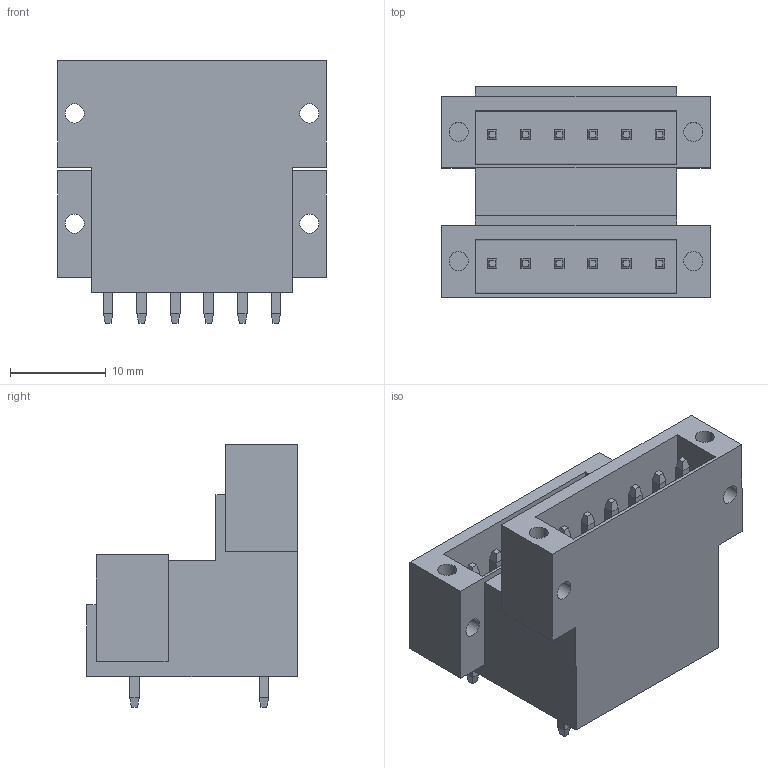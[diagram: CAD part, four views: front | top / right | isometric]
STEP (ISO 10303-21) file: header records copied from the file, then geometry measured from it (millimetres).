
FILE_DESCRIPTION(('CATIA V5 STEP Exchange','CAx-IF Rec.Pracs.--- Model Styling and Organization---1.2---2011-12-15'),'2;1');
FILE_NAME ('6650281_2_1641260000_1641260000.stp','2018-11-10T06:48:09+00:00',('none'),('Weidmueller'),'CATIA Version 5-6 Release 2014','CATIA V5 STEP AP214','none');
FILE_SCHEMA(('AUTOMOTIVE_DESIGN { 1 0 10303 214 1 1 1 1 }'));
Length unit declared in the file: millimetre
Products named in the file (1): 1641260000
Bounding box: 28 x 22 x 27.4 mm (x, y, z)
Volume: 6862.2 mm3; surface area: 5875.7 mm2
Topology: 13 solids, 13 shells, 280 faces, 636 edges, 392 vertices
Faces by surface type: plane 256, cylinder 24
Entity records: 6787 total; most frequent: ORIENTED_EDGE 1272, CARTESIAN_POINT 1255, DIRECTION 800, EDGE_CURVE 636, VECTOR 492, LINE 492, VERTEX_POINT 392, EDGE_LOOP 322
